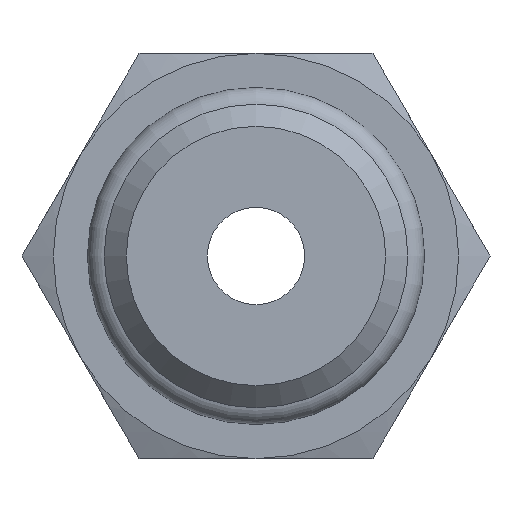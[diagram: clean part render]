
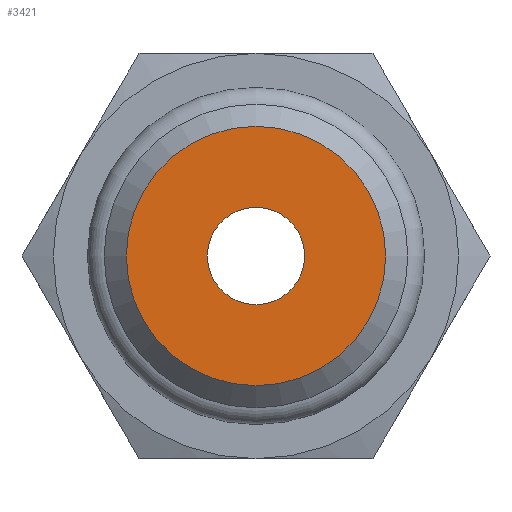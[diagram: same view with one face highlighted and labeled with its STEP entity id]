
A CAD part, left-side view. The second image highlights one B-rep face of the part: STEP entity #3421.
In plain terms, the highlighted planar face has unit normal (-1, 0, 0).
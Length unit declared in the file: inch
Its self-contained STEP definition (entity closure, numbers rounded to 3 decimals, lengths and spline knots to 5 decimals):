
#3170=CARTESIAN_POINT('',(-0.391,-0.09,0.));
#3171=VERTEX_POINT('',#3170);
#3172=CARTESIAN_POINT('',(-0.391,0.,0.));
#3173=DIRECTION('',(1.0,0.0,0.0));
#3174=DIRECTION('',(0.0,-1.0,0.0));
#3175=AXIS2_PLACEMENT_3D('',#3172,#3173,#3174);
#3176=CIRCLE('',#3175,0.09);
#3177=EDGE_CURVE('',#3171,#3171,#3176,.T.);
#3395=CARTESIAN_POINT('',(-0.391,0.,0.24));
#3396=VERTEX_POINT('',#3395);
#3397=CARTESIAN_POINT('',(-0.391,0.,0.));
#3398=DIRECTION('',(1.0,0.0,0.0));
#3399=DIRECTION('',(0.0,0.0,-1.0));
#3400=AXIS2_PLACEMENT_3D('',#3397,#3398,#3399);
#3401=CIRCLE('',#3400,0.24);
#3402=EDGE_CURVE('',#3396,#3396,#3401,.T.);
#3410=CARTESIAN_POINT('',(-0.391,0.,0.));
#3411=DIRECTION('',(1.0,0.0,0.0));
#3412=DIRECTION('',(0.0,0.0,-1.0));
#3413=AXIS2_PLACEMENT_3D('',#3410,#3411,#3412);
#3414=PLANE('',#3413);
#3415=ORIENTED_EDGE('',*,*,#3402,.F.);
#3416=EDGE_LOOP('',(#3415));
#3417=FACE_OUTER_BOUND('',#3416,.T.);
#3418=ORIENTED_EDGE('',*,*,#3177,.T.);
#3419=EDGE_LOOP('',(#3418));
#3420=FACE_BOUND('',#3419,.T.);
#3421=ADVANCED_FACE('',(#3417,#3420),#3414,.F.);
